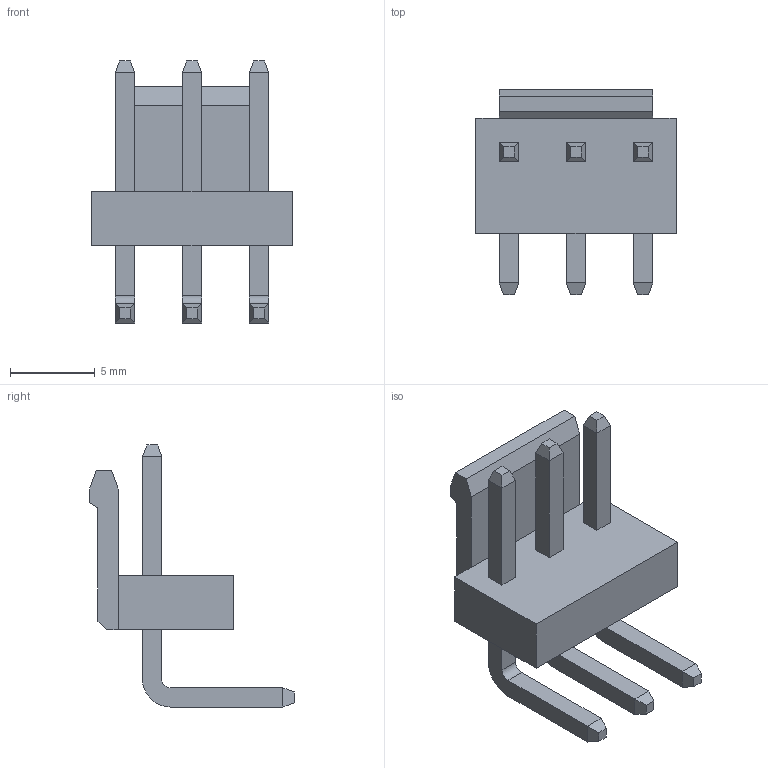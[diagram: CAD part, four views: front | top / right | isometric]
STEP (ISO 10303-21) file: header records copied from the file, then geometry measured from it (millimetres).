
FILE_DESCRIPTION (( 'STEP AP214' ), '1' );
FILE_NAME ('B3PS-VH(LF)(SN).STEP', '2023-12-10T21:29:59', ( '' ), ( '' ), 'SwSTEP 2.0', 'SolidWorks 2021', '' );
FILE_SCHEMA (( 'AUTOMOTIVE_DESIGN' ));
Length unit declared in the file: millimetre
Products named in the file (3): B3PS-VH(LF)(SN); pin^BxPS-VH ass; BxPS-VH_3
Assembly tree (4 placements, depth 2):
  B3PS-VH(LF)(SN)
    BxPS-VH_3
    pin^BxPS-VH ass  x3
Bounding box: 11.82 x 12.1 x 15.47 mm (x, y, z)
Volume: 438.2 mm3; surface area: 783.7 mm2
Topology: 4 solids, 4 shells, 83 faces, 199 edges, 124 vertices
Faces by surface type: plane 77, cylinder 6
Entity records: 1515 total; most frequent: CARTESIAN_POINT 249, ORIENTED_EDGE 238, DIRECTION 231, EDGE_CURVE 119, VECTOR 115, LINE 115, VERTEX_POINT 76, AXIS2_PLACEMENT_3D 58
